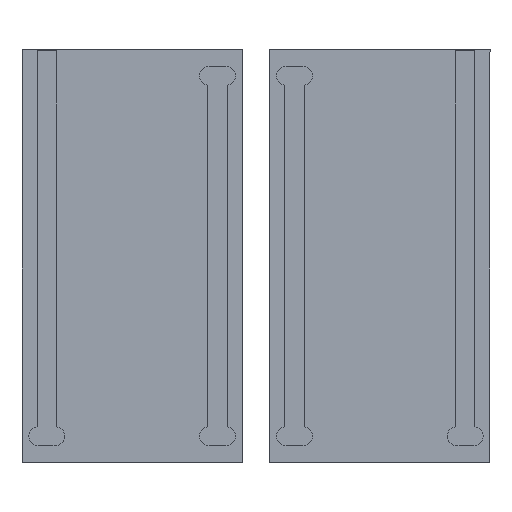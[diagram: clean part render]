
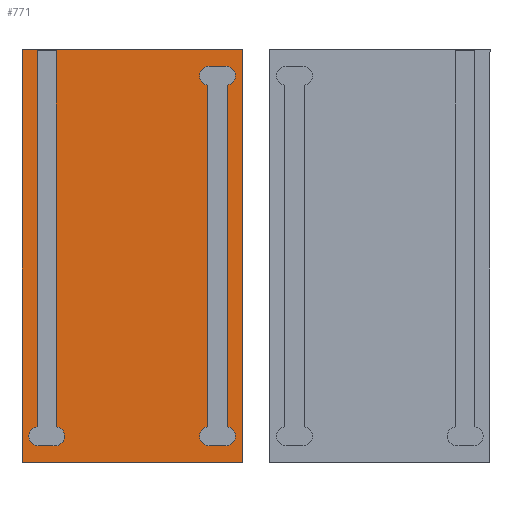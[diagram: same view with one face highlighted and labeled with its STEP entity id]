
A CAD part, top view. The second image highlights one B-rep face of the part: STEP entity #771.
In plain terms, the highlighted face is planar.
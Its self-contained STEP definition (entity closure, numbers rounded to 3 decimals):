
#27=FACE_BOUND('',#128,.T.);
#28=FACE_BOUND('',#129,.T.);
#45=CIRCLE('',#832,3.5);
#47=CIRCLE('',#835,3.5);
#48=CIRCLE('',#837,3.5);
#50=CIRCLE('',#840,3.5);
#52=CIRCLE('',#843,3.5);
#53=CIRCLE('',#845,3.5);
#83=FACE_OUTER_BOUND('',#127,.T.);
#127=EDGE_LOOP('',(#577,#578,#579,#580));
#128=EDGE_LOOP('',(#581,#582,#583,#584,#585,#586));
#129=EDGE_LOOP('',(#587,#588,#589,#590,#591,#592,#593,#594));
#161=LINE('',#1136,#245);
#165=LINE('',#1143,#249);
#179=LINE('',#1199,#263);
#180=LINE('',#1201,#264);
#182=LINE('',#1204,#266);
#184=LINE('',#1207,#268);
#186=LINE('',#1210,#270);
#188=LINE('',#1214,#272);
#189=LINE('',#1218,#273);
#190=LINE('',#1220,#274);
#191=LINE('',#1222,#275);
#192=LINE('',#1223,#276);
#245=VECTOR('',#905,10.);
#249=VECTOR('',#911,10.);
#263=VECTOR('',#965,10.);
#264=VECTOR('',#968,10.);
#266=VECTOR('',#972,10.);
#268=VECTOR('',#976,10.);
#270=VECTOR('',#980,10.);
#272=VECTOR('',#986,10.);
#273=VECTOR('',#989,10.);
#274=VECTOR('',#990,10.);
#275=VECTOR('',#991,10.);
#276=VECTOR('',#992,10.);
#329=VERTEX_POINT('',#1133);
#330=VERTEX_POINT('',#1135);
#332=VERTEX_POINT('',#1141);
#336=VERTEX_POINT('',#1153);
#337=VERTEX_POINT('',#1154);
#340=VERTEX_POINT('',#1162);
#341=VERTEX_POINT('',#1163);
#342=VERTEX_POINT('',#1168);
#343=VERTEX_POINT('',#1169);
#346=VERTEX_POINT('',#1177);
#347=VERTEX_POINT('',#1178);
#350=VERTEX_POINT('',#1186);
#351=VERTEX_POINT('',#1190);
#352=VERTEX_POINT('',#1191);
#355=VERTEX_POINT('',#1216);
#356=VERTEX_POINT('',#1217);
#357=VERTEX_POINT('',#1219);
#358=VERTEX_POINT('',#1221);
#401=EDGE_CURVE('',#330,#329,#161,.T.);
#405=EDGE_CURVE('',#329,#332,#165,.T.);
#410=EDGE_CURVE('',#336,#337,#45,.T.);
#414=EDGE_CURVE('',#340,#341,#47,.T.);
#417=EDGE_CURVE('',#342,#343,#48,.T.);
#421=EDGE_CURVE('',#346,#347,#50,.T.);
#425=EDGE_CURVE('',#332,#350,#52,.T.);
#427=EDGE_CURVE('',#351,#352,#53,.T.);
#431=EDGE_CURVE('',#341,#330,#179,.T.);
#432=EDGE_CURVE('',#347,#342,#180,.T.);
#434=EDGE_CURVE('',#337,#346,#182,.T.);
#436=EDGE_CURVE('',#352,#336,#184,.T.);
#438=EDGE_CURVE('',#343,#351,#186,.T.);
#440=EDGE_CURVE('',#350,#340,#188,.T.);
#441=EDGE_CURVE('',#355,#356,#189,.T.);
#442=EDGE_CURVE('',#357,#355,#190,.T.);
#443=EDGE_CURVE('',#357,#358,#191,.T.);
#444=EDGE_CURVE('',#356,#358,#192,.T.);
#577=ORIENTED_EDGE('',*,*,#441,.F.);
#578=ORIENTED_EDGE('',*,*,#442,.F.);
#579=ORIENTED_EDGE('',*,*,#443,.T.);
#580=ORIENTED_EDGE('',*,*,#444,.F.);
#581=ORIENTED_EDGE('',*,*,#405,.T.);
#582=ORIENTED_EDGE('',*,*,#425,.T.);
#583=ORIENTED_EDGE('',*,*,#440,.T.);
#584=ORIENTED_EDGE('',*,*,#414,.T.);
#585=ORIENTED_EDGE('',*,*,#431,.T.);
#586=ORIENTED_EDGE('',*,*,#401,.T.);
#587=ORIENTED_EDGE('',*,*,#410,.T.);
#588=ORIENTED_EDGE('',*,*,#434,.T.);
#589=ORIENTED_EDGE('',*,*,#421,.T.);
#590=ORIENTED_EDGE('',*,*,#432,.T.);
#591=ORIENTED_EDGE('',*,*,#417,.T.);
#592=ORIENTED_EDGE('',*,*,#438,.T.);
#593=ORIENTED_EDGE('',*,*,#427,.T.);
#594=ORIENTED_EDGE('',*,*,#436,.T.);
#733=PLANE('',#854);
#771=ADVANCED_FACE('',(#83,#27,#28),#733,.T.);
#832=AXIS2_PLACEMENT_3D('',#1155,#922,#923);
#835=AXIS2_PLACEMENT_3D('',#1164,#930,#931);
#837=AXIS2_PLACEMENT_3D('',#1170,#936,#937);
#840=AXIS2_PLACEMENT_3D('',#1179,#944,#945);
#843=AXIS2_PLACEMENT_3D('',#1187,#952,#953);
#845=AXIS2_PLACEMENT_3D('',#1192,#957,#958);
#854=AXIS2_PLACEMENT_3D('',#1215,#987,#988);
#905=DIRECTION('',(0.,0.,-1.));
#911=DIRECTION('',(1.,0.,0.));
#922=DIRECTION('center_axis',(0.,-1.,0.));
#923=DIRECTION('ref_axis',(-1.,0.,0.));
#930=DIRECTION('center_axis',(0.,-1.,0.));
#931=DIRECTION('ref_axis',(-1.,0.,0.));
#936=DIRECTION('center_axis',(0.,-1.,0.));
#937=DIRECTION('ref_axis',(-1.,0.,0.));
#944=DIRECTION('center_axis',(0.,-1.,0.));
#945=DIRECTION('ref_axis',(-1.,0.,0.));
#952=DIRECTION('center_axis',(0.,-1.,0.));
#953=DIRECTION('ref_axis',(-1.,0.,0.));
#957=DIRECTION('center_axis',(0.,-1.,0.));
#958=DIRECTION('ref_axis',(-1.,0.,0.));
#965=DIRECTION('',(-1.,0.,0.));
#968=DIRECTION('',(-1.,0.,0.));
#972=DIRECTION('',(0.,0.,1.));
#976=DIRECTION('',(1.,0.,0.));
#980=DIRECTION('',(0.,0.,-1.));
#986=DIRECTION('',(0.,0.,1.));
#987=DIRECTION('center_axis',(0.,1.,0.));
#988=DIRECTION('ref_axis',(1.,0.,0.));
#989=DIRECTION('',(0.,0.,-1.));
#990=DIRECTION('',(-1.,0.,0.));
#991=DIRECTION('',(0.,0.,-1.));
#992=DIRECTION('',(1.,0.,0.));
#1133=CARTESIAN_POINT('',(-174.5,-102.,-0.5));
#1135=CARTESIAN_POINT('',(-174.5,-102.,6.5));
#1136=CARTESIAN_POINT('',(-174.5,-102.,-0.5));
#1141=CARTESIAN_POINT('',(-37.964,-102.,-0.5));
#1143=CARTESIAN_POINT('',(-175.,-102.,-0.5));
#1153=CARTESIAN_POINT('',(-37.964,-102.,-62.5));
#1154=CARTESIAN_POINT('',(-31.,-102.,-62.));
#1155=CARTESIAN_POINT('Origin',(-34.5,-102.,-62.));
#1162=CARTESIAN_POINT('',(-31.,-102.,6.));
#1163=CARTESIAN_POINT('',(-37.964,-102.,6.5));
#1164=CARTESIAN_POINT('Origin',(-34.5,-102.,6.));
#1168=CARTESIAN_POINT('',(-162.036,-102.,-55.5));
#1169=CARTESIAN_POINT('',(-169.,-102.,-56.));
#1170=CARTESIAN_POINT('Origin',(-165.5,-102.,-56.));
#1177=CARTESIAN_POINT('',(-31.,-102.,-56.));
#1178=CARTESIAN_POINT('',(-37.964,-102.,-55.5));
#1179=CARTESIAN_POINT('Origin',(-34.5,-102.,-56.));
#1186=CARTESIAN_POINT('',(-31.,-102.,0.));
#1187=CARTESIAN_POINT('Origin',(-34.5,-102.,0.));
#1190=CARTESIAN_POINT('',(-169.,-102.,-62.));
#1191=CARTESIAN_POINT('',(-162.036,-102.,-62.5));
#1192=CARTESIAN_POINT('Origin',(-165.5,-102.,-62.));
#1199=CARTESIAN_POINT('',(-103.,-102.,6.5));
#1201=CARTESIAN_POINT('',(-103.,-102.,-55.5));
#1204=CARTESIAN_POINT('',(-31.,-102.,-31.));
#1207=CARTESIAN_POINT('',(-172.,-102.,-62.5));
#1210=CARTESIAN_POINT('',(-169.,-102.,-28.));
#1214=CARTESIAN_POINT('',(-31.,-102.,0.));
#1215=CARTESIAN_POINT('Origin',(-175.,-102.,0.));
#1216=CARTESIAN_POINT('',(-175.,-102.,12.));
#1217=CARTESIAN_POINT('',(-175.,-102.,-68.));
#1218=CARTESIAN_POINT('',(-175.,-102.,0.));
#1219=CARTESIAN_POINT('',(-25.,-102.,12.));
#1220=CARTESIAN_POINT('',(-175.,-102.,12.));
#1221=CARTESIAN_POINT('',(-25.,-102.,-68.));
#1222=CARTESIAN_POINT('',(-25.,-102.,0.));
#1223=CARTESIAN_POINT('',(-175.,-102.,-68.));
